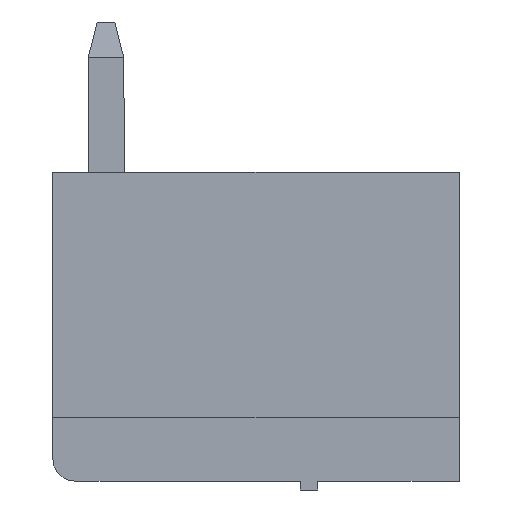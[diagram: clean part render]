
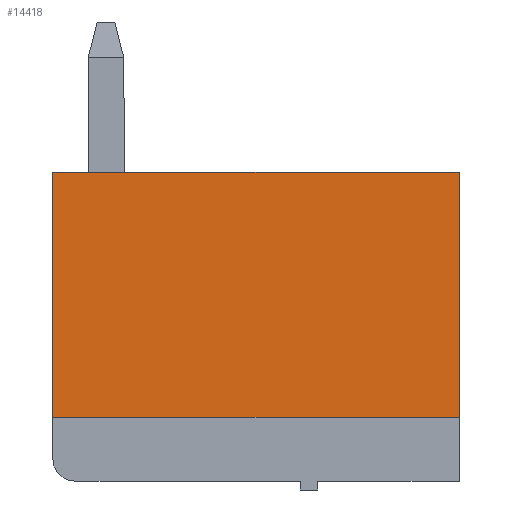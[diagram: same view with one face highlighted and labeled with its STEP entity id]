
A CAD part, left-side view. The second image highlights one B-rep face of the part: STEP entity #14418.
In plain terms, the highlighted free-form (B-spline) face has degree [1, 1] with [2, 2] control points.
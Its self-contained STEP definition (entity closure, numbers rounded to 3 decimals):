
#14368=CARTESIAN_POINT('',(16.3,0.,-2.55));
#14369=VERTEX_POINT('',#14368);
#14375=CARTESIAN_POINT('',(16.3,9.2,-2.55));
#14376=VERTEX_POINT('',#14375);
#14377=CARTESIAN_POINT('',(16.3,0.,-2.55));
#14378=CARTESIAN_POINT('',(16.3,9.2,-2.55));
#14379=B_SPLINE_CURVE_WITH_KNOTS('',1,(#14377,#14378),.POLYLINE_FORM.,.F.,.U.,(2,2),(0.,1.),.UNSPECIFIED.);
#14380=EDGE_CURVE('',#14369,#14376,#14379,.T.);
#14391=CARTESIAN_POINT('',(16.3,-15.35,15.35));
#14392=CARTESIAN_POINT('',(16.3,-15.35,-15.35));
#14393=CARTESIAN_POINT('',(16.3,15.35,15.35));
#14394=CARTESIAN_POINT('',(16.3,15.35,-15.35));
#14395=B_SPLINE_SURFACE_WITH_KNOTS('',1,1,((#14391,#14392),(#14393,#14394)),.PLANE_SURF.,.F.,.F.,.U.,(2,2),(2,2),(0.,1.),(0.,1.),.UNSPECIFIED.);
#14396=ORIENTED_EDGE('',*,*,#14380,.F.);
#14397=CARTESIAN_POINT('',(16.3,0.,3.));
#14398=VERTEX_POINT('',#14397);
#14399=CARTESIAN_POINT('',(16.3,0.,3.));
#14400=CARTESIAN_POINT('',(16.3,0.,-2.55));
#14401=B_SPLINE_CURVE_WITH_KNOTS('',1,(#14399,#14400),.POLYLINE_FORM.,.F.,.U.,(2,2),(0.,1.),.UNSPECIFIED.);
#14402=EDGE_CURVE('',#14398,#14369,#14401,.T.);
#14403=ORIENTED_EDGE('',*,*,#14402,.F.);
#14404=CARTESIAN_POINT('',(16.3,9.2,3.));
#14405=VERTEX_POINT('',#14404);
#14406=CARTESIAN_POINT('',(16.3,9.2,3.));
#14407=CARTESIAN_POINT('',(16.3,0.,3.));
#14408=B_SPLINE_CURVE_WITH_KNOTS('',1,(#14406,#14407),.POLYLINE_FORM.,.F.,.U.,(2,2),(0.,1.),.UNSPECIFIED.);
#14409=EDGE_CURVE('',#14405,#14398,#14408,.T.);
#14410=ORIENTED_EDGE('',*,*,#14409,.F.);
#14411=CARTESIAN_POINT('',(16.3,9.2,-2.55));
#14412=CARTESIAN_POINT('',(16.3,9.2,3.));
#14413=B_SPLINE_CURVE_WITH_KNOTS('',1,(#14411,#14412),.POLYLINE_FORM.,.F.,.U.,(2,2),(0.,1.),.UNSPECIFIED.);
#14414=EDGE_CURVE('',#14376,#14405,#14413,.T.);
#14415=ORIENTED_EDGE('',*,*,#14414,.F.);
#14416=EDGE_LOOP('',(#14396,#14403,#14410,#14415));
#14417=FACE_OUTER_BOUND('',#14416,.T.);
#14418=ADVANCED_FACE('',(#14417),#14395,.T.);
